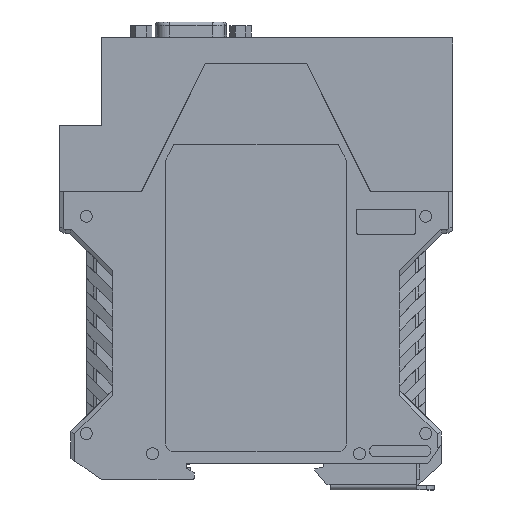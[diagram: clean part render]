
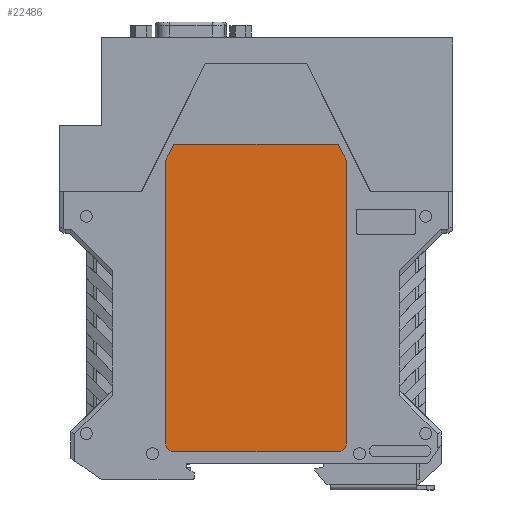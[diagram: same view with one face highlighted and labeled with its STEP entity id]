
A CAD part, left-side view. The second image highlights one B-rep face of the part: STEP entity #22486.
In plain terms, the highlighted planar face has unit normal (-1, 0, 0).
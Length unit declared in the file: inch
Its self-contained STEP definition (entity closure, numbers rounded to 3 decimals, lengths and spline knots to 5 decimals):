
#450 = CARTESIAN_POINT ( 'NONE',  ( 1.46807, 3.36046, 5.44879 ) ) ;
#560 = DIRECTION ( 'NONE',  ( -1., 0., 0. ) ) ;
#933 = ORIENTED_EDGE ( 'NONE', *, *, #2037, .T. ) ;
#2037 = EDGE_CURVE ( 'NONE', #51930, #35047, #68983, .T. ) ;
#2757 = DIRECTION ( 'NONE',  ( 0., 0.447, 0.894 ) ) ;
#3453 = AXIS2_PLACEMENT_3D ( 'NONE', #9888, #42683, #64490 ) ;
#4895 = CARTESIAN_POINT ( 'NONE',  ( 1.46807, 3.4392, 5.29131 ) ) ;
#6803 = CARTESIAN_POINT ( 'NONE',  ( 1.46807, 3.36046, 2.40548 ) ) ;
#7542 = LINE ( 'NONE', #61933, #27286 ) ;
#7708 = EDGE_CURVE ( 'NONE', #12145, #20497, #11643, .T. ) ;
#9577 = CARTESIAN_POINT ( 'NONE',  ( 1.46807, 1.73447, 5.44879 ) ) ;
#9888 = CARTESIAN_POINT ( 'NONE',  ( 1.46807, 3.36046, 2.48422 ) ) ;
#10143 = CARTESIAN_POINT ( 'NONE',  ( 1.46807, 1.65573, 5.29131 ) ) ;
#11386 = CARTESIAN_POINT ( 'NONE',  ( 1.46807, 1.73447, 5.44879 ) ) ;
#11643 = LINE ( 'NONE', #450, #41602 ) ;
#11955 = EDGE_CURVE ( 'NONE', #32168, #51930, #20411, .T. ) ;
#12003 = LINE ( 'NONE', #4895, #69433 ) ;
#12145 = VERTEX_POINT ( 'NONE', #49381 ) ;
#12222 = ORIENTED_EDGE ( 'NONE', *, *, #20023, .T. ) ;
#12273 = CARTESIAN_POINT ( 'NONE',  ( 1.46807, 1.73447, 2.40548 ) ) ;
#12912 = CARTESIAN_POINT ( 'NONE',  ( 1.46807, 1.65573, 2.48422 ) ) ;
#14102 = DIRECTION ( 'NONE',  ( -1., 0., 0. ) ) ;
#15322 = VERTEX_POINT ( 'NONE', #10143 ) ;
#15880 = VECTOR ( 'NONE', #2757, 39.37008 ) ;
#17642 = DIRECTION ( 'NONE',  ( 0., 0., 1. ) ) ;
#18279 = ORIENTED_EDGE ( 'NONE', *, *, #7708, .T. ) ;
#18673 = CARTESIAN_POINT ( 'NONE',  ( 1.46807, 1.73447, 2.48422 ) ) ;
#19114 = VECTOR ( 'NONE', #38918, 39.37008 ) ;
#20023 = EDGE_CURVE ( 'NONE', #15322, #69253, #30420, .T. ) ;
#20411 = CIRCLE ( 'NONE', #3453, 0.07874 ) ;
#20497 = VERTEX_POINT ( 'NONE', #28554 ) ;
#22486 = ADVANCED_FACE ( 'NONE', ( #55996 ), #33366, .T. ) ;
#25171 = ORIENTED_EDGE ( 'NONE', *, *, #33196, .T. ) ;
#27286 = VECTOR ( 'NONE', #17642, 39.37008 ) ;
#27688 = LINE ( 'NONE', #11386, #19114 ) ;
#28286 = ORIENTED_EDGE ( 'NONE', *, *, #43903, .T. ) ;
#28554 = CARTESIAN_POINT ( 'NONE',  ( 1.46807, 3.4392, 5.29131 ) ) ;
#30420 = LINE ( 'NONE', #56656, #15880 ) ;
#32168 = VERTEX_POINT ( 'NONE', #68681 ) ;
#33196 = EDGE_CURVE ( 'NONE', #35047, #53528, #55368, .T. ) ;
#33366 = PLANE ( 'NONE',  #41578 ) ;
#33489 = DIRECTION ( 'NONE',  ( 0., 0.447, -0.894 ) ) ;
#33931 = ORIENTED_EDGE ( 'NONE', *, *, #62350, .T. ) ;
#34789 = DIRECTION ( 'NONE',  ( 0., -1., 0. ) ) ;
#35047 = VERTEX_POINT ( 'NONE', #12273 ) ;
#38895 = DIRECTION ( 'NONE',  ( 0., 0., 1. ) ) ;
#38918 = DIRECTION ( 'NONE',  ( 0., 1., 0. ) ) ;
#39362 = CARTESIAN_POINT ( 'NONE',  ( 1.46807, 1.17384, 4.8966 ) ) ;
#41578 = AXIS2_PLACEMENT_3D ( 'NONE', #39362, #560, #38895 ) ;
#41602 = VECTOR ( 'NONE', #33489, 39.37008 ) ;
#42683 = DIRECTION ( 'NONE',  ( -1., 0., 0. ) ) ;
#43903 = EDGE_CURVE ( 'NONE', #69253, #12145, #27688, .T. ) ;
#45023 = EDGE_CURVE ( 'NONE', #20497, #32168, #12003, .T. ) ;
#48884 = AXIS2_PLACEMENT_3D ( 'NONE', #18673, #14102, #68669 ) ;
#49381 = CARTESIAN_POINT ( 'NONE',  ( 1.46807, 3.36046, 5.44879 ) ) ;
#51930 = VERTEX_POINT ( 'NONE', #6803 ) ;
#52206 = ORIENTED_EDGE ( 'NONE', *, *, #11955, .T. ) ;
#53528 = VERTEX_POINT ( 'NONE', #12912 ) ;
#54691 = DIRECTION ( 'NONE',  ( 0., 0., -1. ) ) ;
#55368 = CIRCLE ( 'NONE', #48884, 0.07874 ) ;
#55996 = FACE_OUTER_BOUND ( 'NONE', #69985, .T. ) ;
#56656 = CARTESIAN_POINT ( 'NONE',  ( 1.46807, 1.65573, 5.29131 ) ) ;
#61933 = CARTESIAN_POINT ( 'NONE',  ( 1.46807, 1.65573, 2.48422 ) ) ;
#62350 = EDGE_CURVE ( 'NONE', #53528, #15322, #7542, .T. ) ;
#63672 = ORIENTED_EDGE ( 'NONE', *, *, #45023, .T. ) ;
#64490 = DIRECTION ( 'NONE',  ( 0., 0., -1. ) ) ;
#65573 = VECTOR ( 'NONE', #34789, 39.37008 ) ;
#67578 = CARTESIAN_POINT ( 'NONE',  ( 1.46807, 3.36046, 2.40548 ) ) ;
#68669 = DIRECTION ( 'NONE',  ( 0., 0., -1. ) ) ;
#68681 = CARTESIAN_POINT ( 'NONE',  ( 1.46807, 3.4392, 2.48422 ) ) ;
#68983 = LINE ( 'NONE', #67578, #65573 ) ;
#69253 = VERTEX_POINT ( 'NONE', #9577 ) ;
#69433 = VECTOR ( 'NONE', #54691, 39.37008 ) ;
#69985 = EDGE_LOOP ( 'NONE', ( #933, #25171, #33931, #12222, #28286, #18279, #63672, #52206 ) ) ;
